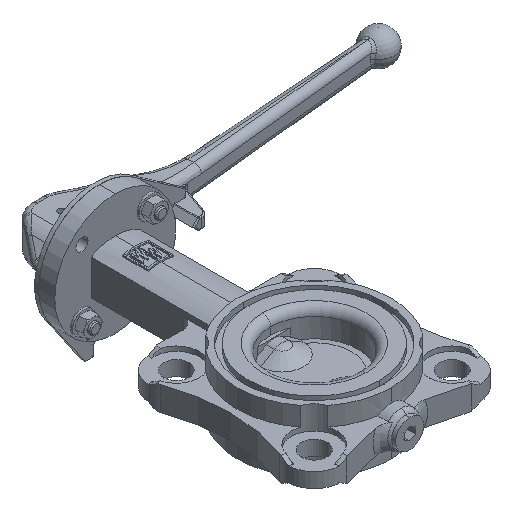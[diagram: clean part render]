
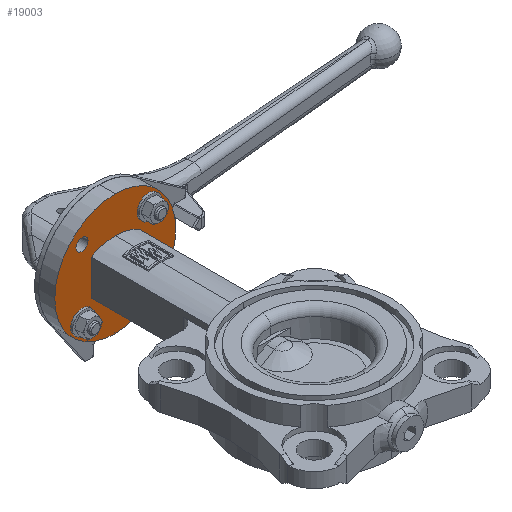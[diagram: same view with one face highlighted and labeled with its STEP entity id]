
A CAD part, isometric view. The second image highlights one B-rep face of the part: STEP entity #19003.
In plain terms, the highlighted planar face has unit normal (0, -1, 0).
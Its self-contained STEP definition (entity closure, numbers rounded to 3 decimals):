
#277 = CARTESIAN_POINT ( 'NONE',  ( -24.749, 148., -29.249 ) ) ;
#476 = LINE ( 'NONE', #8512, #9127 ) ;
#807 = CARTESIAN_POINT ( 'NONE',  ( 20.249, 148., -24.749 ) ) ;
#1001 = ORIENTED_EDGE ( 'NONE', *, *, #3987, .F. ) ;
#1059 = VERTEX_POINT ( 'NONE', #6245 ) ;
#1518 = VERTEX_POINT ( 'NONE', #14755 ) ;
#2045 = CARTESIAN_POINT ( 'NONE',  ( 24.749, 148., -24.749 ) ) ;
#2212 = VERTEX_POINT ( 'NONE', #31049 ) ;
#2379 = DIRECTION ( 'NONE',  ( 0., 0., 1. ) ) ;
#3009 = CIRCLE ( 'NONE', #24298, 4.5 ) ;
#3146 = DIRECTION ( 'NONE',  ( 0., -1., 0. ) ) ;
#3198 = DIRECTION ( 'NONE',  ( 0., 0., 1. ) ) ;
#3987 = EDGE_CURVE ( 'NONE', #4219, #2212, #15272, .T. ) ;
#4219 = VERTEX_POINT ( 'NONE', #17366 ) ;
#4255 = AXIS2_PLACEMENT_3D ( 'NONE', #7929, #25426, #3198 ) ;
#4969 = ORIENTED_EDGE ( 'NONE', *, *, #24574, .F. ) ;
#5126 = DIRECTION ( 'NONE',  ( 0., -1., 0. ) ) ;
#5684 = AXIS2_PLACEMENT_3D ( 'NONE', #19324, #14321, #23990 ) ;
#5709 = DIRECTION ( 'NONE',  ( 0., -1., 0. ) ) ;
#5762 = ORIENTED_EDGE ( 'NONE', *, *, #8568, .F. ) ;
#6071 = DIRECTION ( 'NONE',  ( -1., 0., 0. ) ) ;
#6200 = ORIENTED_EDGE ( 'NONE', *, *, #18918, .F. ) ;
#6245 = CARTESIAN_POINT ( 'NONE',  ( 0., 148., -45. ) ) ;
#6541 = FACE_BOUND ( 'NONE', #24673, .T. ) ;
#6560 = CARTESIAN_POINT ( 'NONE',  ( -29.249, 148., 24.749 ) ) ;
#7186 = ORIENTED_EDGE ( 'NONE', *, *, #18300, .F. ) ;
#7243 = AXIS2_PLACEMENT_3D ( 'NONE', #7335, #19156, #28775 ) ;
#7292 = EDGE_LOOP ( 'NONE', ( #6200, #4969 ) ) ;
#7335 = CARTESIAN_POINT ( 'NONE',  ( 0., 148., 0. ) ) ;
#7478 = EDGE_CURVE ( 'NONE', #24911, #1518, #26119, .T. ) ;
#7828 = DIRECTION ( 'NONE',  ( 1., 0., 0. ) ) ;
#7929 = CARTESIAN_POINT ( 'NONE',  ( -24.749, 148., -24.749 ) ) ;
#8055 = VERTEX_POINT ( 'NONE', #807 ) ;
#8084 = VERTEX_POINT ( 'NONE', #10474 ) ;
#8255 = EDGE_CURVE ( 'NONE', #2212, #4219, #9076, .T. ) ;
#8512 = CARTESIAN_POINT ( 'NONE',  ( -18., 148., 0. ) ) ;
#8568 = EDGE_CURVE ( 'NONE', #8084, #27989, #21927, .T. ) ;
#8927 = DIRECTION ( 'NONE',  ( 0., -1., 0. ) ) ;
#9076 = CIRCLE ( 'NONE', #5684, 4.5 ) ;
#9127 = VECTOR ( 'NONE', #11335, 1000. ) ;
#9562 = AXIS2_PLACEMENT_3D ( 'NONE', #15698, #23137, #6071 ) ;
#9835 = DIRECTION ( 'NONE',  ( 0., 1., 0. ) ) ;
#10261 = VERTEX_POINT ( 'NONE', #16932 ) ;
#10279 = ORIENTED_EDGE ( 'NONE', *, *, #29997, .F. ) ;
#10302 = VERTEX_POINT ( 'NONE', #26105 ) ;
#10386 = DIRECTION ( 'NONE',  ( 0., -1., 0. ) ) ;
#10388 = ORIENTED_EDGE ( 'NONE', *, *, #7478, .F. ) ;
#10474 = CARTESIAN_POINT ( 'NONE',  ( -20.249, 148., 24.749 ) ) ;
#10557 = CARTESIAN_POINT ( 'NONE',  ( 0., 148., 0. ) ) ;
#10927 = EDGE_CURVE ( 'NONE', #17688, #21187, #24351, .T. ) ;
#11335 = DIRECTION ( 'NONE',  ( 0., 0., 1. ) ) ;
#11351 = DIRECTION ( 'NONE',  ( 0., -1., 0. ) ) ;
#11391 = DIRECTION ( 'NONE',  ( -1., 0., 0. ) ) ;
#11830 = CARTESIAN_POINT ( 'NONE',  ( 0., 148., 0. ) ) ;
#12719 = VERTEX_POINT ( 'NONE', #15687 ) ;
#12873 = CIRCLE ( 'NONE', #17899, 45. ) ;
#12912 = CIRCLE ( 'NONE', #24781, 4.5 ) ;
#12918 = FACE_BOUND ( 'NONE', #25288, .T. ) ;
#13017 = VERTEX_POINT ( 'NONE', #27272 ) ;
#13161 = DIRECTION ( 'NONE',  ( 0., 1., 0. ) ) ;
#13569 = CARTESIAN_POINT ( 'NONE',  ( -18., 148., 13.177 ) ) ;
#13633 = AXIS2_PLACEMENT_3D ( 'NONE', #23404, #8927, #16192 ) ;
#14321 = DIRECTION ( 'NONE',  ( 0., -1., 0. ) ) ;
#14375 = CARTESIAN_POINT ( 'NONE',  ( -24.749, 148., 24.749 ) ) ;
#14540 = AXIS2_PLACEMENT_3D ( 'NONE', #19600, #3146, #27241 ) ;
#14755 = CARTESIAN_POINT ( 'NONE',  ( 18., 148., -13.177 ) ) ;
#14902 = ORIENTED_EDGE ( 'NONE', *, *, #20157, .F. ) ;
#15143 = EDGE_CURVE ( 'NONE', #17539, #12719, #28089, .T. ) ;
#15272 = CIRCLE ( 'NONE', #30500, 4.5 ) ;
#15687 = CARTESIAN_POINT ( 'NONE',  ( -24.749, 148., -20.249 ) ) ;
#15698 = CARTESIAN_POINT ( 'NONE',  ( 24.749, 148., -24.749 ) ) ;
#16192 = DIRECTION ( 'NONE',  ( 0., 0., -1. ) ) ;
#16214 = ORIENTED_EDGE ( 'NONE', *, *, #30812, .T. ) ;
#16380 = CIRCLE ( 'NONE', #17129, 36. ) ;
#16932 = CARTESIAN_POINT ( 'NONE',  ( 0., 148., 45. ) ) ;
#17129 = AXIS2_PLACEMENT_3D ( 'NONE', #25622, #11351, #18558 ) ;
#17366 = CARTESIAN_POINT ( 'NONE',  ( 24.749, 148., 29.249 ) ) ;
#17539 = VERTEX_POINT ( 'NONE', #277 ) ;
#17688 = VERTEX_POINT ( 'NONE', #19768 ) ;
#17821 = EDGE_LOOP ( 'NONE', ( #28104, #1001 ) ) ;
#17828 = EDGE_CURVE ( 'NONE', #1518, #10302, #23651, .T. ) ;
#17899 = AXIS2_PLACEMENT_3D ( 'NONE', #10557, #13161, #27604 ) ;
#18300 = EDGE_CURVE ( 'NONE', #10302, #17688, #16380, .T. ) ;
#18343 = VECTOR ( 'NONE', #25437, 1000. ) ;
#18558 = DIRECTION ( 'NONE',  ( 0., 0., -1. ) ) ;
#18591 = CARTESIAN_POINT ( 'NONE',  ( 18., 148., 0. ) ) ;
#18918 = EDGE_CURVE ( 'NONE', #10261, #1059, #20884, .T. ) ;
#19003 = ADVANCED_FACE ( 'NONE', ( #25776, #12918, #22757, #26887, #6541, #20488 ), #28879, .F. ) ;
#19008 = CIRCLE ( 'NONE', #9562, 4.5 ) ;
#19156 = DIRECTION ( 'NONE',  ( 0., 1., 0. ) ) ;
#19324 = CARTESIAN_POINT ( 'NONE',  ( 24.749, 148., 24.749 ) ) ;
#19478 = DIRECTION ( 'NONE',  ( 1., 0., 0. ) ) ;
#19585 = ORIENTED_EDGE ( 'NONE', *, *, #21701, .F. ) ;
#19600 = CARTESIAN_POINT ( 'NONE',  ( -24.749, 148., -24.749 ) ) ;
#19768 = CARTESIAN_POINT ( 'NONE',  ( 0., 148., 18. ) ) ;
#20134 = CARTESIAN_POINT ( 'NONE',  ( 0., 148., 18. ) ) ;
#20157 = EDGE_CURVE ( 'NONE', #12719, #17539, #24949, .T. ) ;
#20488 = FACE_BOUND ( 'NONE', #21284, .T. ) ;
#20884 = CIRCLE ( 'NONE', #21210, 45. ) ;
#20922 = DIRECTION ( 'NONE',  ( 0., -1., 0. ) ) ;
#21187 = VERTEX_POINT ( 'NONE', #13569 ) ;
#21210 = AXIS2_PLACEMENT_3D ( 'NONE', #11830, #9835, #2379 ) ;
#21284 = EDGE_LOOP ( 'NONE', ( #10388, #16214, #31178, #7186, #28018 ) ) ;
#21638 = AXIS2_PLACEMENT_3D ( 'NONE', #22091, #5126, #7828 ) ;
#21700 = DIRECTION ( 'NONE',  ( 0., -1., 0. ) ) ;
#21701 = EDGE_CURVE ( 'NONE', #27989, #8084, #3009, .T. ) ;
#21927 = CIRCLE ( 'NONE', #21638, 4.5 ) ;
#22091 = CARTESIAN_POINT ( 'NONE',  ( -24.749, 148., 24.749 ) ) ;
#22431 = CARTESIAN_POINT ( 'NONE',  ( 24.749, 148., 24.749 ) ) ;
#22757 = FACE_BOUND ( 'NONE', #27165, .T. ) ;
#23137 = DIRECTION ( 'NONE',  ( 0., -1., 0. ) ) ;
#23184 = ORIENTED_EDGE ( 'NONE', *, *, #30129, .F. ) ;
#23404 = CARTESIAN_POINT ( 'NONE',  ( 0., 148., -18. ) ) ;
#23651 = LINE ( 'NONE', #18591, #18343 ) ;
#23990 = DIRECTION ( 'NONE',  ( 0., 0., -1. ) ) ;
#24298 = AXIS2_PLACEMENT_3D ( 'NONE', #14375, #21700, #19478 ) ;
#24351 = CIRCLE ( 'NONE', #13633, 36. ) ;
#24574 = EDGE_CURVE ( 'NONE', #1059, #10261, #12873, .T. ) ;
#24599 = CARTESIAN_POINT ( 'NONE',  ( -18., 148., -13.177 ) ) ;
#24673 = EDGE_LOOP ( 'NONE', ( #23184, #10279 ) ) ;
#24781 = AXIS2_PLACEMENT_3D ( 'NONE', #2045, #20922, #11391 ) ;
#24847 = AXIS2_PLACEMENT_3D ( 'NONE', #20134, #5709, #29832 ) ;
#24911 = VERTEX_POINT ( 'NONE', #24599 ) ;
#24949 = CIRCLE ( 'NONE', #4255, 4.5 ) ;
#25288 = EDGE_LOOP ( 'NONE', ( #14902, #29086 ) ) ;
#25426 = DIRECTION ( 'NONE',  ( 0., -1., 0. ) ) ;
#25437 = DIRECTION ( 'NONE',  ( 0., 0., 1. ) ) ;
#25622 = CARTESIAN_POINT ( 'NONE',  ( 0., 148., -18. ) ) ;
#25776 = FACE_OUTER_BOUND ( 'NONE', #7292, .T. ) ;
#26105 = CARTESIAN_POINT ( 'NONE',  ( 18., 148., 13.177 ) ) ;
#26119 = CIRCLE ( 'NONE', #24847, 36. ) ;
#26887 = FACE_BOUND ( 'NONE', #17821, .T. ) ;
#27165 = EDGE_LOOP ( 'NONE', ( #5762, #19585 ) ) ;
#27231 = DIRECTION ( 'NONE',  ( 0., 0., -1. ) ) ;
#27241 = DIRECTION ( 'NONE',  ( 0., 0., 1. ) ) ;
#27272 = CARTESIAN_POINT ( 'NONE',  ( 29.249, 148., -24.749 ) ) ;
#27604 = DIRECTION ( 'NONE',  ( 0., 0., 1. ) ) ;
#27989 = VERTEX_POINT ( 'NONE', #6560 ) ;
#28018 = ORIENTED_EDGE ( 'NONE', *, *, #17828, .F. ) ;
#28089 = CIRCLE ( 'NONE', #14540, 4.5 ) ;
#28104 = ORIENTED_EDGE ( 'NONE', *, *, #8255, .F. ) ;
#28775 = DIRECTION ( 'NONE',  ( 0., 0., 1. ) ) ;
#28879 = PLANE ( 'NONE',  #7243 ) ;
#29086 = ORIENTED_EDGE ( 'NONE', *, *, #15143, .F. ) ;
#29832 = DIRECTION ( 'NONE',  ( 0., 0., -1. ) ) ;
#29997 = EDGE_CURVE ( 'NONE', #13017, #8055, #19008, .T. ) ;
#30129 = EDGE_CURVE ( 'NONE', #8055, #13017, #12912, .T. ) ;
#30500 = AXIS2_PLACEMENT_3D ( 'NONE', #22431, #10386, #27231 ) ;
#30812 = EDGE_CURVE ( 'NONE', #24911, #21187, #476, .T. ) ;
#31049 = CARTESIAN_POINT ( 'NONE',  ( 24.749, 148., 20.249 ) ) ;
#31178 = ORIENTED_EDGE ( 'NONE', *, *, #10927, .F. ) ;
